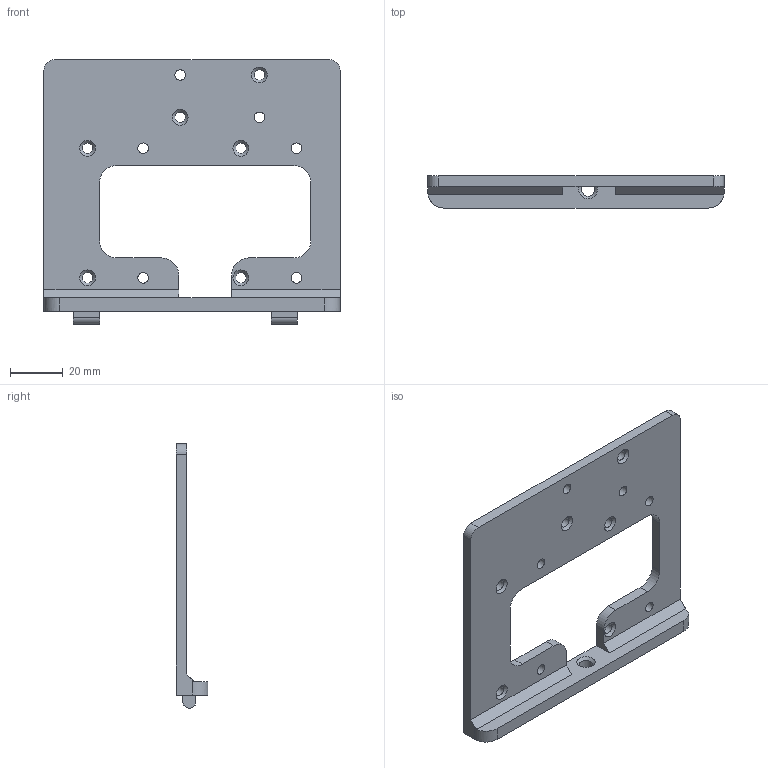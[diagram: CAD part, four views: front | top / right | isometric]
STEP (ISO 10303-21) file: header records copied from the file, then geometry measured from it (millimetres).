
FILE_DESCRIPTION(/* description */ (''),/* implementation_level */ '2;1');
FILE_NAME(/* name */ 'ATC_RPI_BOARD_MOUNT.step',/* time_stamp */ '2021-03-19T01:38:29+01:00',/* author */ (''),/* organization */ (''),/* preprocessor_version */ 'ST-DEVELOPER v18.1',/* originating_system */ 'Autodesk Translation Framework v9.10.0.1330',/* authorisation */ '');
FILE_SCHEMA (('AUTOMOTIVE_DESIGN { 1 0 10303 214 3 1 1 }'));
Length unit declared in the file: millimetre
Products named in the file (1): ATC_RPI_BOARD_MOUNT
Bounding box: 112 x 12 x 100.09 mm (x, y, z)
Volume: 34747.1 mm3; surface area: 19950.4 mm2
Topology: 1 solids, 1 shells, 57 faces, 156 edges, 102 vertices
Faces by surface type: cylinder 25, plane 25, cone 7
Full cylindrical faces by diameter (mm): 4 x12, 5 x1
Entity records: 1907 total; most frequent: DIRECTION 332, CARTESIAN_POINT 316, ORIENTED_EDGE 312, EDGE_CURVE 156, AXIS2_PLACEMENT_3D 118, VERTEX_POINT 102, LINE 96, VECTOR 96
